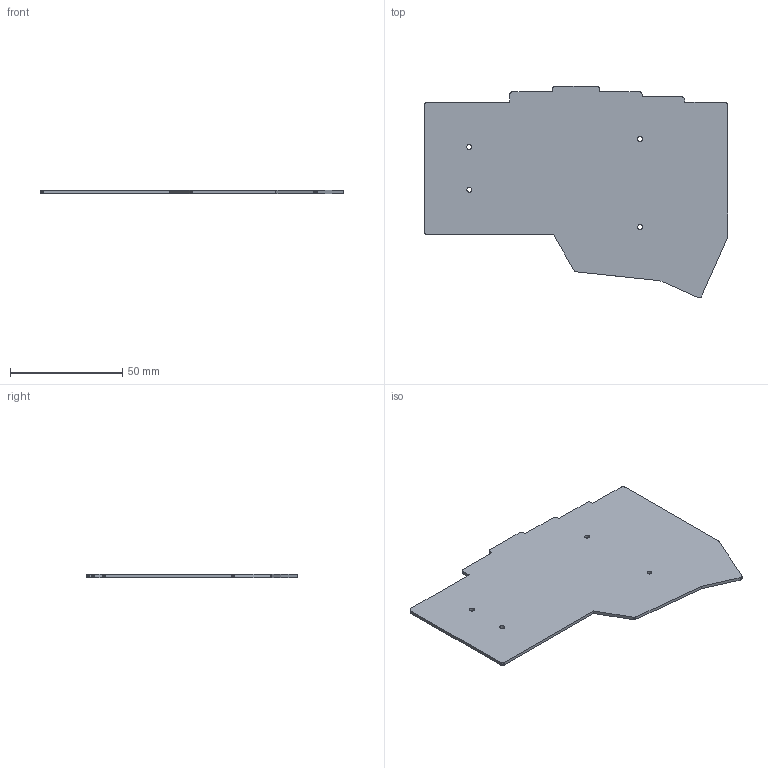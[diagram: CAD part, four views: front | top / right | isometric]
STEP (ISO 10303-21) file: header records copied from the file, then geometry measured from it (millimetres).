
FILE_DESCRIPTION(/* description */ (''),/* implementation_level */ '2;1');
FILE_NAME(/* name */ 'Corne V4 Pro Micro Edition 6 Column Bottom Plate',/* time_stamp */ '2024-06-05T22:29:08+12:00',/* author */ (''),/* organization */ (''),/* preprocessor_version */ 'ST-DEVELOPER v16.5',/* originating_system */ 'Rhino 7.37',/* authorisation */ '');
FILE_SCHEMA (('AUTOMOTIVE_DESIGN_CC2'));
Length unit declared in the file: millimetre
Products named in the file (1): Document
Bounding box: 135.13 x 94.29 x 1.35 mm (x, y, z)
Volume: 13142.8 mm3; surface area: 20085.6 mm2
Topology: 1 solids, 1 shells, 162 faces, 480 edges, 320 vertices
Faces by surface type: plane 143, bspline 15, cylinder 4
Full cylindrical faces by diameter (mm): 2.2 x4
Entity records: 4871 total; most frequent: CARTESIAN_POINT 1651, ORIENTED_EDGE 960, EDGE_CURVE 480, B_SPLINE_CURVE_WITH_KNOTS 468, VERTEX_POINT 320, EDGE_LOOP 170, ADVANCED_FACE 162, FACE_OUTER_BOUND 162
